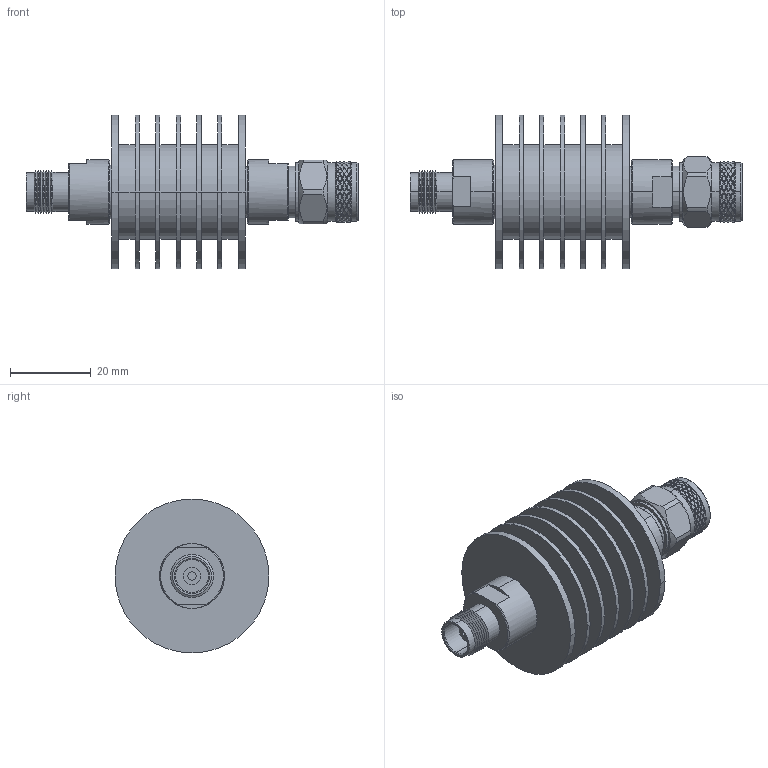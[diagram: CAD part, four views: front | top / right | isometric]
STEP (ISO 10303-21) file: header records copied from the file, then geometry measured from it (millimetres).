
FILE_DESCRIPTION (( 'STEP AP214' ), '1' );
FILE_NAME ('FMAT7465-30_3D.step', '2023-02-01T19:15:07', ( '' ), ( '' ), 'SwSTEP 2.0', 'SolidWorks 2022', '' );
FILE_SCHEMA (( 'AUTOMOTIVE_DESIGN' ));
Length unit declared in the file: inch
Products named in the file (4): TNC MALE_TS5G-A; DTS10G_default; FMAT7465-30_3D; TNC FEMALE_TS5G-A
Assembly tree (3 placements, depth 2):
  FMAT7465-30_3D
    DTS10G_default
    TNC FEMALE_TS5G-A
    TNC MALE_TS5G-A
Bounding box: 82.01 x 38 x 38 mm (x, y, z)
Volume: 27222.1 mm3; surface area: 17999.5 mm2
Topology: 3 solids, 3 shells, 1112 faces, 2270 edges, 1195 vertices
Faces by surface type: bspline 640, cylinder 238, cone 181, plane 51, torus 2
Entity records: 36749 total; most frequent: CARTESIAN_POINT 20332, ORIENTED_EDGE 4540, EDGE_CURVE 2270, DIRECTION 1895, VERTEX_POINT 1195, EDGE_LOOP 1143, ADVANCED_FACE 1112, FACE_OUTER_BOUND 1112
